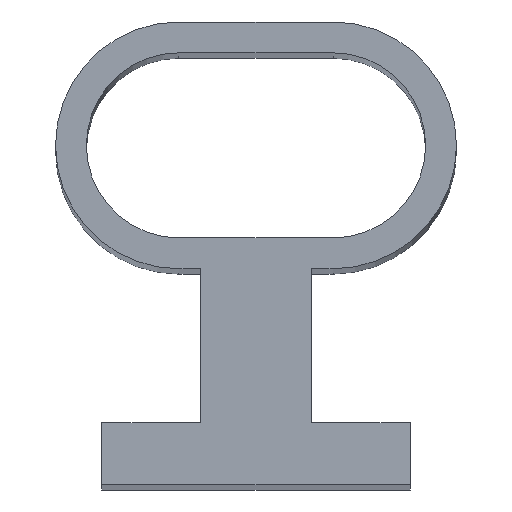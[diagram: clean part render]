
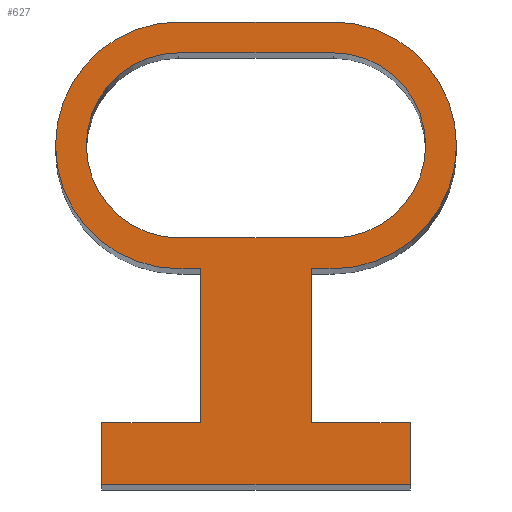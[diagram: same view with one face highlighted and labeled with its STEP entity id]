
A CAD part, top view. The second image highlights one B-rep face of the part: STEP entity #627.
In plain terms, the highlighted planar face has unit normal (0, 0, 1).
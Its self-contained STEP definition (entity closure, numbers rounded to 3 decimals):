
#18=CARTESIAN_POINT('',(3.25,1.5,0.0));
#19=VERTEX_POINT('',#18);
#26=CARTESIAN_POINT('',(1.25,-0.5,0.0));
#27=VERTEX_POINT('',#26);
#28=CARTESIAN_POINT('',(1.25,1.5,0.0));
#29=DIRECTION('',(0.0,0.0,1.0));
#30=DIRECTION('',(1.0,0.0,0.0));
#31=AXIS2_PLACEMENT_3D('',#28,#29,#30);
#32=CIRCLE('',#31,2.0);
#33=EDGE_CURVE('',#27,#19,#32,.T.);
#58=CARTESIAN_POINT('',(1.25,3.5,0.0));
#59=VERTEX_POINT('',#58);
#66=CARTESIAN_POINT('',(1.25,1.5,0.0));
#67=DIRECTION('',(0.0,0.0,1.0));
#68=DIRECTION('',(0.0,1.0,0.0));
#69=AXIS2_PLACEMENT_3D('',#66,#67,#68);
#70=CIRCLE('',#69,2.0);
#71=EDGE_CURVE('',#19,#59,#70,.T.);
#90=CARTESIAN_POINT('',(-1.25,3.5,0.0));
#91=VERTEX_POINT('',#90);
#98=CARTESIAN_POINT('',(1.25,3.5,0.0));
#99=DIRECTION('',(-1.0,0.0,0.0));
#100=VECTOR('',#99,2.5);
#101=LINE('',#98,#100);
#102=EDGE_CURVE('',#59,#91,#101,.T.);
#122=CARTESIAN_POINT('',(-3.25,1.5,0.0));
#123=VERTEX_POINT('',#122);
#130=CARTESIAN_POINT('',(-1.25,1.5,0.0));
#131=DIRECTION('',(0.0,0.0,1.0));
#132=DIRECTION('',(-1.0,0.0,0.0));
#133=AXIS2_PLACEMENT_3D('',#130,#131,#132);
#134=CIRCLE('',#133,2.0);
#135=EDGE_CURVE('',#91,#123,#134,.T.);
#155=CARTESIAN_POINT('',(-1.25,-0.5,0.0));
#156=VERTEX_POINT('',#155);
#163=CARTESIAN_POINT('',(-1.25,1.5,0.0));
#164=DIRECTION('',(0.0,0.0,1.0));
#165=DIRECTION('',(-1.0,0.0,0.0));
#166=AXIS2_PLACEMENT_3D('',#163,#164,#165);
#167=CIRCLE('',#166,2.0);
#168=EDGE_CURVE('',#123,#156,#167,.T.);
#187=CARTESIAN_POINT('',(-0.9,-0.5,0.0));
#188=VERTEX_POINT('',#187);
#195=CARTESIAN_POINT('',(-1.25,-0.5,0.0));
#196=DIRECTION('',(1.0,0.0,0.0));
#197=VECTOR('',#196,0.35);
#198=LINE('',#195,#197);
#199=EDGE_CURVE('',#156,#188,#198,.T.);
#218=CARTESIAN_POINT('',(-0.9,-3.0,0.0));
#219=VERTEX_POINT('',#218);
#226=CARTESIAN_POINT('',(-0.9,-0.5,0.0));
#227=DIRECTION('',(0.0,-1.0,0.0));
#228=VECTOR('',#227,2.5);
#229=LINE('',#226,#228);
#230=EDGE_CURVE('',#188,#219,#229,.T.);
#249=CARTESIAN_POINT('',(-2.5,-3.0,0.0));
#250=VERTEX_POINT('',#249);
#257=CARTESIAN_POINT('',(-0.9,-3.0,0.0));
#258=DIRECTION('',(-1.0,0.0,0.0));
#259=VECTOR('',#258,1.6);
#260=LINE('',#257,#259);
#261=EDGE_CURVE('',#219,#250,#260,.T.);
#280=CARTESIAN_POINT('',(-2.5,-4.0,0.0));
#281=VERTEX_POINT('',#280);
#288=CARTESIAN_POINT('',(-2.5,-3.0,0.0));
#289=DIRECTION('',(0.0,-1.0,0.0));
#290=VECTOR('',#289,1.0);
#291=LINE('',#288,#290);
#292=EDGE_CURVE('',#250,#281,#291,.T.);
#311=CARTESIAN_POINT('',(2.5,-4.0,0.0));
#312=VERTEX_POINT('',#311);
#319=CARTESIAN_POINT('',(-2.5,-4.0,0.0));
#320=DIRECTION('',(1.0,0.0,0.0));
#321=VECTOR('',#320,5.0);
#322=LINE('',#319,#321);
#323=EDGE_CURVE('',#281,#312,#322,.T.);
#342=CARTESIAN_POINT('',(2.5,-3.0,0.0));
#343=VERTEX_POINT('',#342);
#350=CARTESIAN_POINT('',(2.5,-4.0,0.0));
#351=DIRECTION('',(0.0,1.0,0.0));
#352=VECTOR('',#351,1.0);
#353=LINE('',#350,#352);
#354=EDGE_CURVE('',#312,#343,#353,.T.);
#373=CARTESIAN_POINT('',(0.9,-3.0,0.0));
#374=VERTEX_POINT('',#373);
#381=CARTESIAN_POINT('',(2.5,-3.0,0.0));
#382=DIRECTION('',(-1.0,0.0,0.0));
#383=VECTOR('',#382,1.6);
#384=LINE('',#381,#383);
#385=EDGE_CURVE('',#343,#374,#384,.T.);
#404=CARTESIAN_POINT('',(0.9,-0.5,0.0));
#405=VERTEX_POINT('',#404);
#412=CARTESIAN_POINT('',(0.9,-3.0,0.0));
#413=DIRECTION('',(0.0,1.0,0.0));
#414=VECTOR('',#413,2.5);
#415=LINE('',#412,#414);
#416=EDGE_CURVE('',#374,#405,#415,.T.);
#434=CARTESIAN_POINT('',(0.9,-0.5,0.0));
#435=DIRECTION('',(1.0,0.0,0.0));
#436=VECTOR('',#435,0.35);
#437=LINE('',#434,#436);
#438=EDGE_CURVE('',#405,#27,#437,.T.);
#459=CARTESIAN_POINT('',(1.25,3.0,0.0));
#460=VERTEX_POINT('',#459);
#467=CARTESIAN_POINT('',(-1.25,3.0,0.0));
#468=VERTEX_POINT('',#467);
#469=CARTESIAN_POINT('',(-1.25,3.0,0.0));
#470=DIRECTION('',(1.0,0.0,0.0));
#471=VECTOR('',#470,2.5);
#472=LINE('',#469,#471);
#473=EDGE_CURVE('',#468,#460,#472,.T.);
#498=CARTESIAN_POINT('',(1.25,0.0,0.0));
#499=VERTEX_POINT('',#498);
#506=CARTESIAN_POINT('',(1.25,1.5,0.0));
#507=DIRECTION('',(0.0,0.0,-1.0));
#508=DIRECTION('',(0.0,-1.0,0.0));
#509=AXIS2_PLACEMENT_3D('',#506,#507,#508);
#510=CIRCLE('',#509,1.5);
#511=EDGE_CURVE('',#460,#499,#510,.T.);
#530=CARTESIAN_POINT('',(-1.25,0.0,0.0));
#531=VERTEX_POINT('',#530);
#538=CARTESIAN_POINT('',(1.25,0.0,0.0));
#539=DIRECTION('',(-1.0,0.0,0.0));
#540=VECTOR('',#539,2.5);
#541=LINE('',#538,#540);
#542=EDGE_CURVE('',#499,#531,#541,.T.);
#561=CARTESIAN_POINT('',(-1.25,1.5,0.0));
#562=DIRECTION('',(0.0,0.0,-1.0));
#563=DIRECTION('',(0.0,1.0,0.0));
#564=AXIS2_PLACEMENT_3D('',#561,#562,#563);
#565=CIRCLE('',#564,1.5);
#566=EDGE_CURVE('',#531,#468,#565,.T.);
#600=CARTESIAN_POINT('',(-3.9,-4.75,0.0));
#601=DIRECTION('',(0.0,0.0,1.0));
#602=DIRECTION('',(1.0,0.0,0.0));
#603=AXIS2_PLACEMENT_3D('',#600,#601,#602);
#604=PLANE('',#603);
#605=ORIENTED_EDGE('',*,*,#33,.T.);
#606=ORIENTED_EDGE('',*,*,#71,.T.);
#607=ORIENTED_EDGE('',*,*,#102,.T.);
#608=ORIENTED_EDGE('',*,*,#135,.T.);
#609=ORIENTED_EDGE('',*,*,#168,.T.);
#610=ORIENTED_EDGE('',*,*,#199,.T.);
#611=ORIENTED_EDGE('',*,*,#230,.T.);
#612=ORIENTED_EDGE('',*,*,#261,.T.);
#613=ORIENTED_EDGE('',*,*,#292,.T.);
#614=ORIENTED_EDGE('',*,*,#323,.T.);
#615=ORIENTED_EDGE('',*,*,#354,.T.);
#616=ORIENTED_EDGE('',*,*,#385,.T.);
#617=ORIENTED_EDGE('',*,*,#416,.T.);
#618=ORIENTED_EDGE('',*,*,#438,.T.);
#619=EDGE_LOOP('',(#605,#606,#607,#608,#609,#610,#611,#612,#613,#614,#615,#616,#617,#618));
#620=FACE_OUTER_BOUND('',#619,.T.);
#621=ORIENTED_EDGE('',*,*,#473,.T.);
#622=ORIENTED_EDGE('',*,*,#511,.T.);
#623=ORIENTED_EDGE('',*,*,#542,.T.);
#624=ORIENTED_EDGE('',*,*,#566,.T.);
#625=EDGE_LOOP('',(#621,#622,#623,#624));
#626=FACE_BOUND('',#625,.T.);
#627=ADVANCED_FACE('',(#620,#626),#604,.T.);
